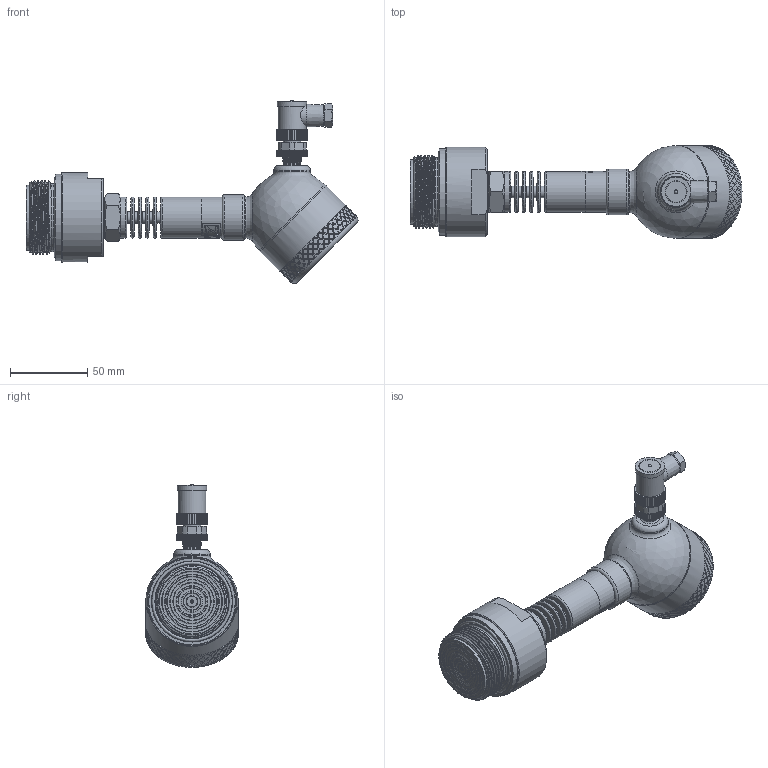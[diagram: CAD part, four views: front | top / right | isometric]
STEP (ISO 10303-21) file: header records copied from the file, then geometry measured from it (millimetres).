
FILE_DESCRIPTION(/* description */ (''),/* implementation_level */ '2;1');
FILE_NAME(/* name */ 'APZ3420mFH_G1-1''2DIN-flush_radiator_2_display.step',/* time_stamp */ '2021-07-07T15:42:55+03:00',/* author */ (''),/* organization */ (''),/* preprocessor_version */ 'ST-DEVELOPER v18.1',/* originating_system */ 'Autodesk Translation Framework v10.9.0.1377',/* authorisation */ '');
FILE_SCHEMA (('AUTOMOTIVE_DESIGN { 1 0 10303 214 3 1 1 }'));
Length unit declared in the file: millimetre
Products named in the file (9): АПЗ420М-полевойкорпус-
заполненный; Заполненный полевой 
корпус v13; Cover for display; Display; Main body; M12x1 adapter; M12x1 female angular v10; G1\4EN radiator; G1-1'2DIN diaphragm 42 v6
Assembly tree (7 placements, depth 3):
  АПЗ420М-полевойкорпус-
заполненный
    Заполненный полевой 
корпус v13
      Cover for display
      Display
      Main body
      M12x1 adapter
      M12x1 female angular v10
    G1\4EN radiator
  G1-1'2DIN diaphragm 42 v6
Bounding box: 214.48 x 60.1 x 118.16 mm (x, y, z)
Volume: 350038.9 mm3; surface area: 74025.5 mm2
Topology: 18 solids, 18 shells, 1934 faces, 4889 edges, 3221 vertices
Faces by surface type: bspline 982, cylinder 548, plane 309, torus 60, cone 32, sphere 3
Full cylindrical faces by diameter (mm): 0.012 x1, 1 x4, 2 x1, 3.3 x1, 4 x1, 5 x7, 6.116 x1, 7 x1, 7.5 x5, 8 x1, 9.3 x1, 9.471 x2, 9.5 x2, 10.5 x2, 10.741 x7, 11 x1, 11.035 x4, 11.156 x1, 11.445 x5, 11.884 x6, 12.152 x4, 13 x1, 13.157 x9, 18 x1, 19 x1, 19.7 x1, 21.6 x1, 21.767 x1, 22.4 x1, 23.6 x1
Entity records: 88596 total; most frequent: CARTESIAN_POINT 49212, ORIENTED_EDGE 9774, DIRECTION 5012, EDGE_CURVE 4887, VERTEX_POINT 3221, B_SPLINE_CURVE_WITH_KNOTS 2774, EDGE_LOOP 2204, AXIS2_PLACEMENT_3D 1964
